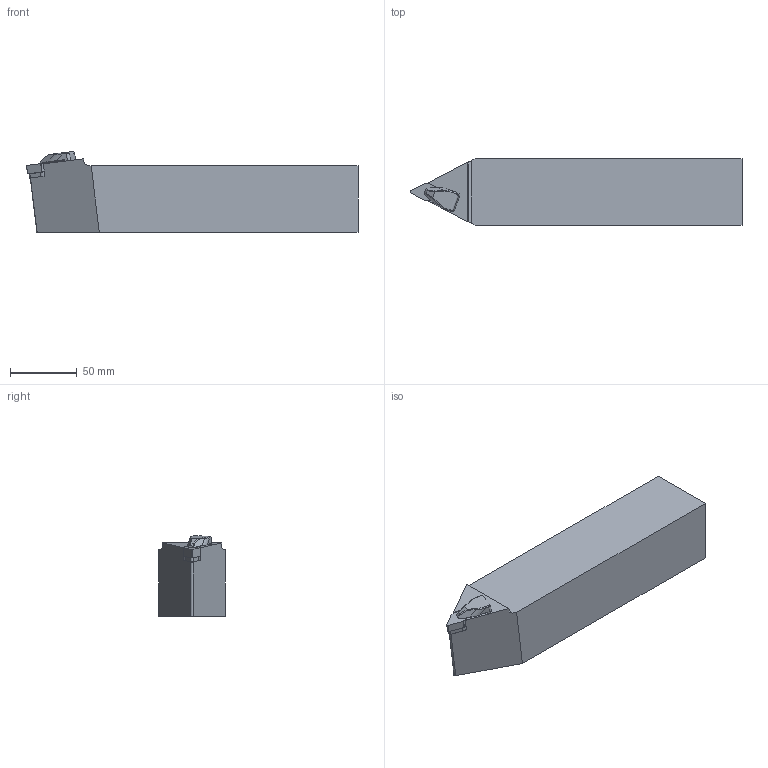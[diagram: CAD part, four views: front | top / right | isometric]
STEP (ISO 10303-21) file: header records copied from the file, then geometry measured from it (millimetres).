
FILE_DESCRIPTION(/* description */ (''),/* implementation_level */ '2;1');
FILE_NAME(/* name */ 'TDNNN-5050-S15.stp',/* time_stamp */ '2023-10-17T09:48:01+03:00',/* author */ (''),/* organization */ (''),/* preprocessor_version */ 'ST-DEVELOPER v19.4',/* originating_system */ 'SIEMENS PLM Software NX2306.3001',/* authorisation */ '');
FILE_SCHEMA (('AUTOMOTIVE_DESIGN { 1 0 10303 214 3 1 1 1 }'));
Length unit declared in the file: millimetre
Products named in the file (1): TDNNN-5050-S15
Bounding box: 249.07 x 50 x 60.51 mm (x, y, z)
Volume: 558386.9 mm3; surface area: 51812.9 mm2
Topology: 2 solids, 2 shells, 101 faces, 251 edges, 153 vertices
Faces by surface type: plane 42, cylinder 42, bspline 13, torus 2, sphere 2
Full cylindrical faces by diameter (mm): 4.4 x1, 6.2 x1
Entity records: 3360 total; most frequent: CARTESIAN_POINT 846, DIRECTION 517, ORIENTED_EDGE 488, EDGE_CURVE 244, AXIS2_PLACEMENT_3D 188, VERTEX_POINT 153, LINE 141, VECTOR 141
